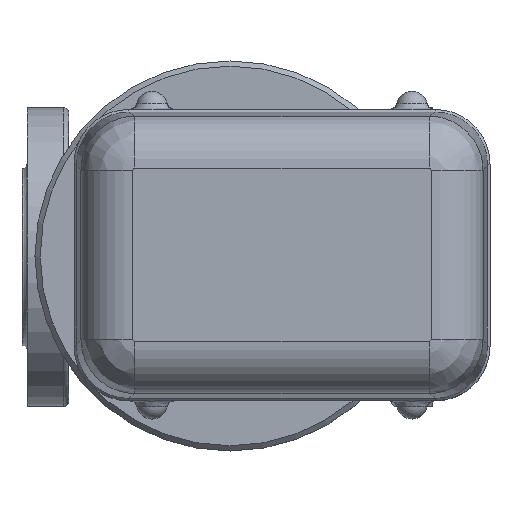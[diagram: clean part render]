
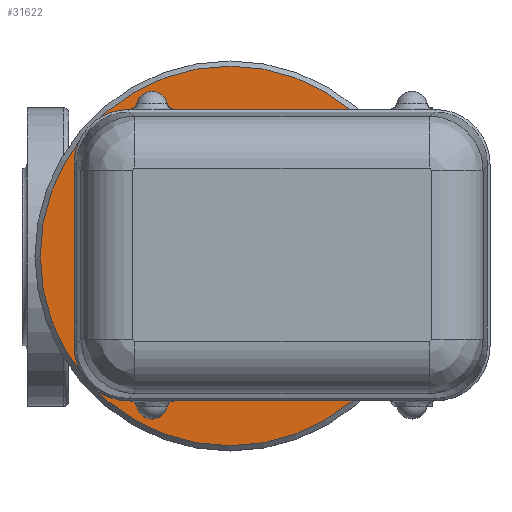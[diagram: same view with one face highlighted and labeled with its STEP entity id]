
A CAD part, top view. The second image highlights one B-rep face of the part: STEP entity #31622.
In plain terms, the highlighted planar face has unit normal (0, 0, 1).
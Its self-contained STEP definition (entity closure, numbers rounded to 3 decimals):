
#31588=CARTESIAN_POINT('',(73.0,0.,284.3));
#31589=VERTEX_POINT('',#31588);
#31590=CARTESIAN_POINT('',(0.0,0.0,284.3));
#31591=DIRECTION('',(0.0,0.0,-1.0));
#31592=DIRECTION('',(-1.0,0.0,0.0));
#31593=AXIS2_PLACEMENT_3D('',#31590,#31591,#31592);
#31594=CIRCLE('',#31593,73.0);
#31595=EDGE_CURVE('',#31589,#31589,#31594,.T.);
#31603=CARTESIAN_POINT('',(0.0,0.0,284.3));
#31604=DIRECTION('',(0.0,0.0,-1.0));
#31605=DIRECTION('',(-1.0,0.0,0.0));
#31606=AXIS2_PLACEMENT_3D('',#31603,#31604,#31605);
#31607=PLANE('',#31606);
#31608=ORIENTED_EDGE('',*,*,#31595,.F.);
#31609=EDGE_LOOP('',(#31608));
#31610=FACE_OUTER_BOUND('',#31609,.T.);
#31611=CARTESIAN_POINT('',(47.5,0.,284.3));
#31612=VERTEX_POINT('',#31611);
#31613=CARTESIAN_POINT('',(0.0,0.0,284.3));
#31614=DIRECTION('',(0.0,0.0,-1.0));
#31615=DIRECTION('',(-1.0,0.0,0.0));
#31616=AXIS2_PLACEMENT_3D('',#31613,#31614,#31615);
#31617=CIRCLE('',#31616,47.5);
#31618=EDGE_CURVE('',#31612,#31612,#31617,.T.);
#31619=ORIENTED_EDGE('',*,*,#31618,.T.);
#31620=EDGE_LOOP('',(#31619));
#31621=FACE_BOUND('',#31620,.T.);
#31622=ADVANCED_FACE('',(#31610,#31621),#31607,.F.);
